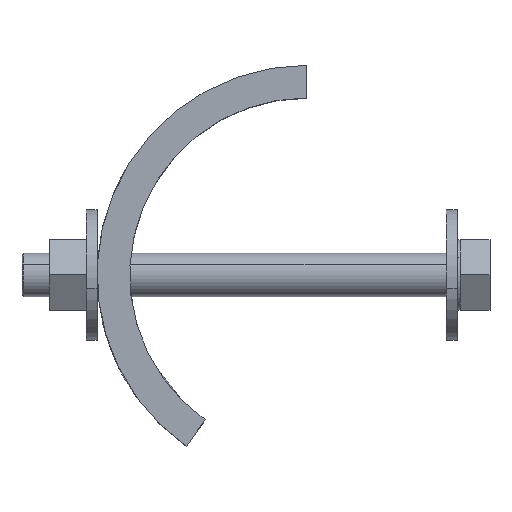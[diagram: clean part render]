
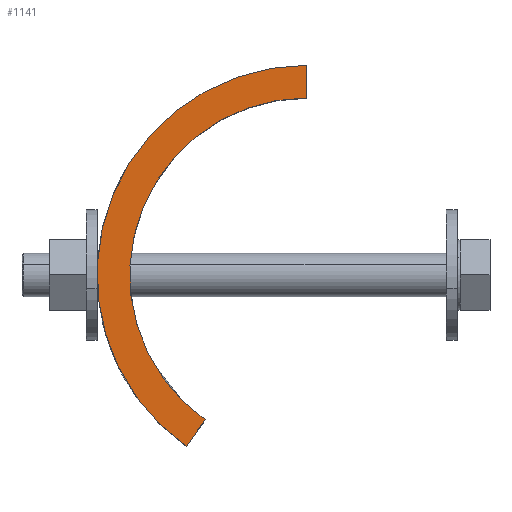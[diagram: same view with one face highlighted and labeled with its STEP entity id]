
A CAD part, top view. The second image highlights one B-rep face of the part: STEP entity #1141.
In plain terms, the highlighted planar face has unit normal (0, 0, 1).
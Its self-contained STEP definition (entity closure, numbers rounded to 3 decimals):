
#19 = DIRECTION ( 'NONE',  ( 1., 0., 0. ) ) ;
#52 = ORIENTED_EDGE ( 'NONE', *, *, #1106, .F. ) ;
#67 = CARTESIAN_POINT ( 'NONE',  ( -18.641, 26.622, 30. ) ) ;
#128 = DIRECTION ( 'NONE',  ( 1., 0., 0. ) ) ;
#162 = CARTESIAN_POINT ( 'NONE',  ( 0., 0., 30. ) ) ;
#202 = CIRCLE ( 'NONE', #1545, 38.5 ) ;
#206 = AXIS2_PLACEMENT_3D ( 'NONE', #1839, #983, #128 ) ;
#219 = CARTESIAN_POINT ( 'NONE',  ( 0., -38.5, 30. ) ) ;
#252 = CARTESIAN_POINT ( 'NONE',  ( 0., -32.5, 30. ) ) ;
#259 = CARTESIAN_POINT ( 'NONE',  ( -22.083, 31.537, 30. ) ) ;
#334 = EDGE_CURVE ( 'NONE', #1382, #1140, #202, .T. ) ;
#367 = PLANE ( 'NONE',  #1393 ) ;
#383 = DIRECTION ( 'NONE',  ( 0., 1., 0. ) ) ;
#502 = DIRECTION ( 'NONE',  ( 0.574, -0.819, 0. ) ) ;
#516 = DIRECTION ( 'NONE',  ( -1., 0., 0. ) ) ;
#771 = EDGE_LOOP ( 'NONE', ( #52, #848, #1751, #1672 ) ) ;
#848 = ORIENTED_EDGE ( 'NONE', *, *, #334, .T. ) ;
#904 = FACE_OUTER_BOUND ( 'NONE', #771, .T. ) ;
#956 = LINE ( 'NONE', #1542, #1553 ) ;
#971 = VERTEX_POINT ( 'NONE', #1057 ) ;
#983 = DIRECTION ( 'NONE',  ( 0., 0., 1. ) ) ;
#998 = LINE ( 'NONE', #67, #1333 ) ;
#1012 = DIRECTION ( 'NONE',  ( 0., 0., 1. ) ) ;
#1057 = CARTESIAN_POINT ( 'NONE',  ( -18.641, 26.622, 30. ) ) ;
#1078 = CARTESIAN_POINT ( 'NONE',  ( 0., 0., 30. ) ) ;
#1106 = EDGE_CURVE ( 'NONE', #1382, #971, #998, .T. ) ;
#1140 = VERTEX_POINT ( 'NONE', #219 ) ;
#1141 = ADVANCED_FACE ( 'NONE', ( #904 ), #367, .F. ) ;
#1255 = EDGE_CURVE ( 'NONE', #1140, #1310, #956, .T. ) ;
#1310 = VERTEX_POINT ( 'NONE', #252 ) ;
#1333 = VECTOR ( 'NONE', #502, 1000. ) ;
#1368 = DIRECTION ( 'NONE',  ( 0., 0., -1. ) ) ;
#1382 = VERTEX_POINT ( 'NONE', #259 ) ;
#1393 = AXIS2_PLACEMENT_3D ( 'NONE', #1078, #1368, #516 ) ;
#1395 = EDGE_CURVE ( 'NONE', #971, #1310, #1739, .T. ) ;
#1542 = CARTESIAN_POINT ( 'NONE',  ( 0., -32.5, 30. ) ) ;
#1545 = AXIS2_PLACEMENT_3D ( 'NONE', #162, #1012, #19 ) ;
#1553 = VECTOR ( 'NONE', #383, 1000. ) ;
#1672 = ORIENTED_EDGE ( 'NONE', *, *, #1395, .F. ) ;
#1739 = CIRCLE ( 'NONE', #206, 32.5 ) ;
#1751 = ORIENTED_EDGE ( 'NONE', *, *, #1255, .T. ) ;
#1839 = CARTESIAN_POINT ( 'NONE',  ( 0., 0., 30. ) ) ;
